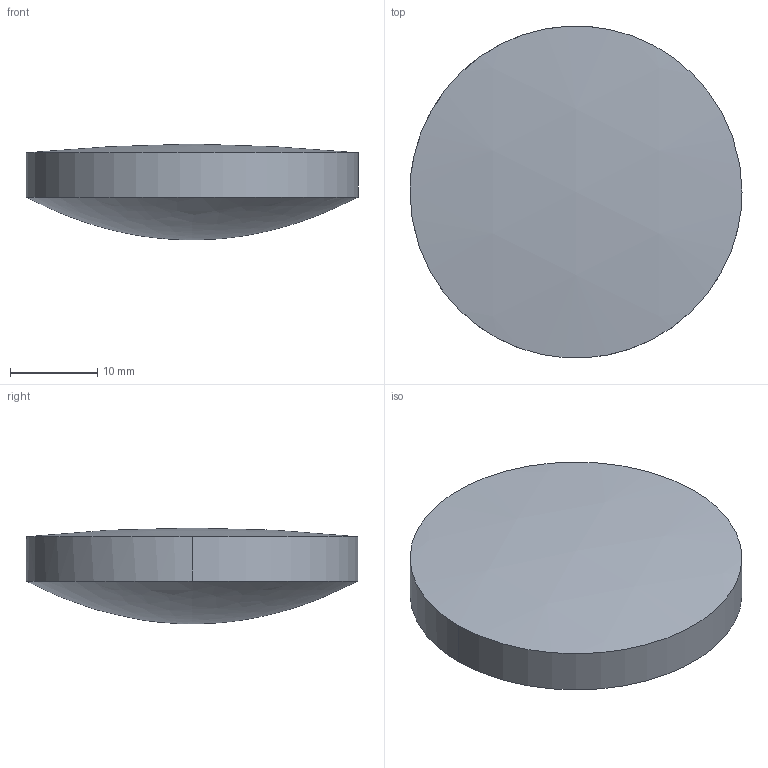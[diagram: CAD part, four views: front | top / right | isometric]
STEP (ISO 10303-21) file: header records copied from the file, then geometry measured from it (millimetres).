
FILE_DESCRIPTION ((), '1');
FILE_NAME ('S1ADX0370.STP', '2015-08-05T10:45:22', ('Unknown'), ('Unknown'), 'HarmonyWare STEP v1.9.13', 'HarmonyWare Translators', '');
FILE_SCHEMA (('CONFIG_CONTROL_DESIGN'));
Length unit declared in the file: millimetre
Products named in the file (1): NONE
Bounding box: 38.1 x 38.07 x 11 mm (x, y, z)
Volume: 9187.1 mm3; surface area: 2965.5 mm2
Topology: 1 solids, 1 shells, 4 faces, 9 edges, 6 vertices
Faces by surface type: cylinder 2, bspline 1, sphere 1
Entity records: 304 total; most frequent: CARTESIAN_POINT 154, ORIENTED_EDGE 16, EDGE_CURVE 8, PERSON 8, ORGANIZATION 8, PERSON_AND_ORGANIZATION 8, VERTEX_POINT 6, DIRECTION 6
